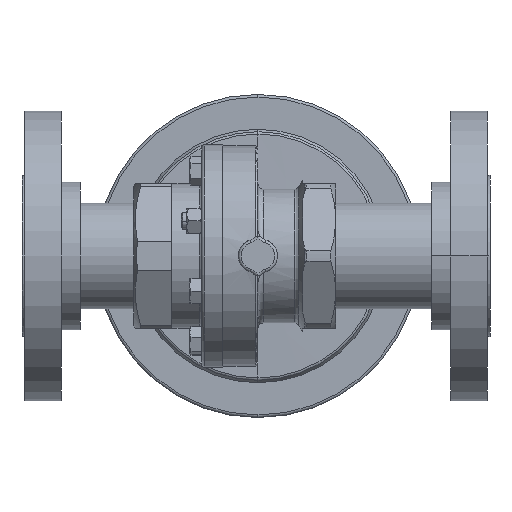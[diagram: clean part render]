
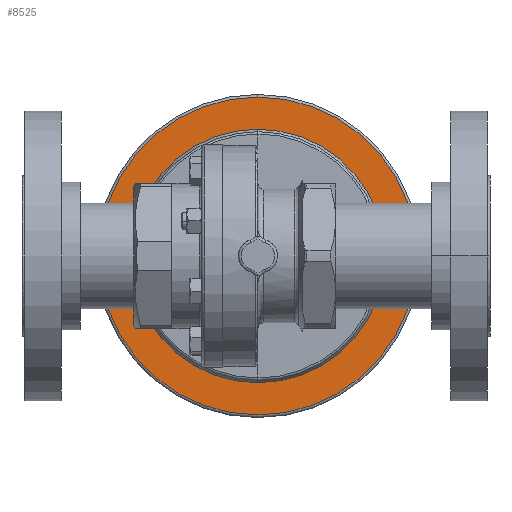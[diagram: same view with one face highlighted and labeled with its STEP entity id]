
A CAD part, front view. The second image highlights one B-rep face of the part: STEP entity #8525.
In plain terms, the highlighted planar face has unit normal (0, -1, 0).
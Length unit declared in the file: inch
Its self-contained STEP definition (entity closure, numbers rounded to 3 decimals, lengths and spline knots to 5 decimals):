
#779 = EDGE_CURVE ( 'NONE', #17129, #37612, #28836, .T. ) ;
#2469 = EDGE_CURVE ( 'NONE', #39103, #4265, #14059, .T. ) ;
#2786 = PLANE ( 'NONE',  #10199 ) ;
#3336 = DIRECTION ( 'NONE',  ( 0., 0., -1. ) ) ;
#3815 = DIRECTION ( 'NONE',  ( 0., -1., 0. ) ) ;
#4096 = CARTESIAN_POINT ( 'NONE',  ( 0., 2.83, 0. ) ) ;
#4265 = VERTEX_POINT ( 'NONE', #31052 ) ;
#4964 = FACE_BOUND ( 'NONE', #18193, .T. ) ;
#5367 = ORIENTED_EDGE ( 'NONE', *, *, #18319, .T. ) ;
#6104 = DIRECTION ( 'NONE',  ( 0., 0., -1. ) ) ;
#6967 = CARTESIAN_POINT ( 'NONE',  ( 0., 2.83, -3.565 ) ) ;
#8525 = ADVANCED_FACE ( 'NONE', ( #39458, #4964 ), #2786, .T. ) ;
#9152 = DIRECTION ( 'NONE',  ( 0., -1., 0. ) ) ;
#9482 = CARTESIAN_POINT ( 'NONE',  ( 0., 2.83, 0. ) ) ;
#10038 = DIRECTION ( 'NONE',  ( 0., -1., 0. ) ) ;
#10199 = AXIS2_PLACEMENT_3D ( 'NONE', #15933, #9152, #3336 ) ;
#13789 = CIRCLE ( 'NONE', #16895, 2.8435 ) ;
#14059 = CIRCLE ( 'NONE', #37010, 2.8435 ) ;
#15503 = AXIS2_PLACEMENT_3D ( 'NONE', #40059, #20463, #29965 ) ;
#15933 = CARTESIAN_POINT ( 'NONE',  ( 2.8435, 2.83, 0. ) ) ;
#16895 = AXIS2_PLACEMENT_3D ( 'NONE', #42126, #10038, #35740 ) ;
#17129 = VERTEX_POINT ( 'NONE', #6967 ) ;
#18193 = EDGE_LOOP ( 'NONE', ( #19907, #20473 ) ) ;
#18319 = EDGE_CURVE ( 'NONE', #37612, #17129, #41922, .T. ) ;
#19907 = ORIENTED_EDGE ( 'NONE', *, *, #23635, .F. ) ;
#20236 = DIRECTION ( 'NONE',  ( 0., 0., -1. ) ) ;
#20463 = DIRECTION ( 'NONE',  ( 0., -1., 0. ) ) ;
#20473 = ORIENTED_EDGE ( 'NONE', *, *, #2469, .F. ) ;
#23635 = EDGE_CURVE ( 'NONE', #4265, #39103, #13789, .T. ) ;
#28836 = CIRCLE ( 'NONE', #15503, 3.565 ) ;
#29965 = DIRECTION ( 'NONE',  ( 0., 0., -1. ) ) ;
#30388 = AXIS2_PLACEMENT_3D ( 'NONE', #4096, #3815, #20236 ) ;
#31052 = CARTESIAN_POINT ( 'NONE',  ( 0., 2.83, 2.8435 ) ) ;
#31326 = EDGE_LOOP ( 'NONE', ( #35241, #5367 ) ) ;
#34430 = CARTESIAN_POINT ( 'NONE',  ( 0., 2.83, 3.565 ) ) ;
#35241 = ORIENTED_EDGE ( 'NONE', *, *, #779, .T. ) ;
#35441 = DIRECTION ( 'NONE',  ( 0., -1., 0. ) ) ;
#35740 = DIRECTION ( 'NONE',  ( 0., 0., -1. ) ) ;
#37010 = AXIS2_PLACEMENT_3D ( 'NONE', #9482, #35441, #6104 ) ;
#37437 = CARTESIAN_POINT ( 'NONE',  ( 0., 2.83, -2.8435 ) ) ;
#37612 = VERTEX_POINT ( 'NONE', #34430 ) ;
#39103 = VERTEX_POINT ( 'NONE', #37437 ) ;
#39458 = FACE_OUTER_BOUND ( 'NONE', #31326, .T. ) ;
#40059 = CARTESIAN_POINT ( 'NONE',  ( 0., 2.83, 0. ) ) ;
#41922 = CIRCLE ( 'NONE', #30388, 3.565 ) ;
#42126 = CARTESIAN_POINT ( 'NONE',  ( 0., 2.83, 0. ) ) ;
